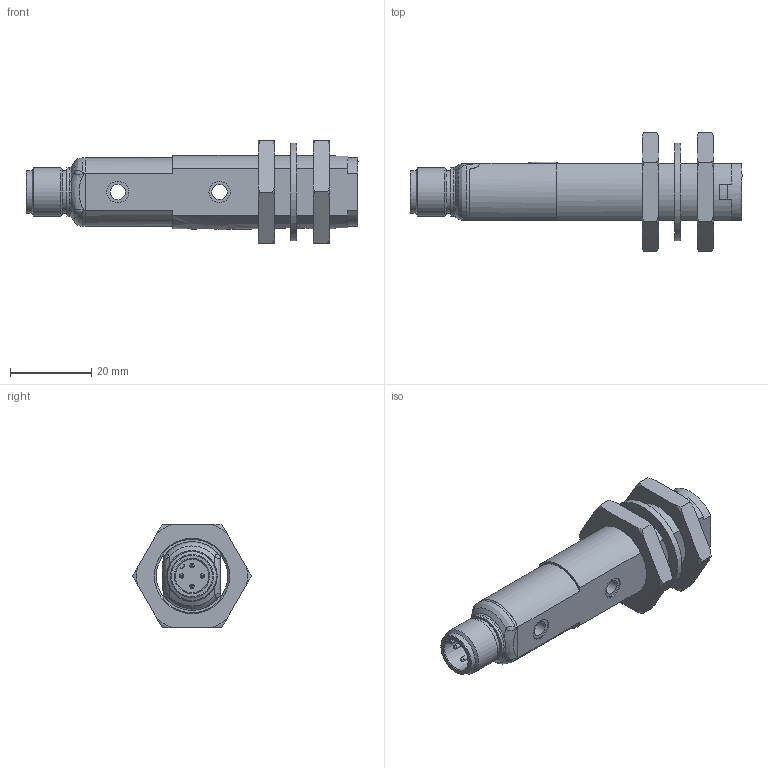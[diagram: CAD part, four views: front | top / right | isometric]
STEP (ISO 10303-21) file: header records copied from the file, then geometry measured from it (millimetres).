
FILE_DESCRIPTION (( 'STEP AP214' ), '1' );
FILE_NAME ('F18I8-BP-0E.STEP', '2023-02-22T16:36:59', ( '' ), ( '' ), 'SwSTEP 2.0', 'SolidWorks 2021', '' );
FILE_SCHEMA (( 'AUTOMOTIVE_DESIGN' ));
Length unit declared in the file: inch
Products named in the file (1): F18I8-BP-0E
Bounding box: 81.55 x 29.28 x 25.36 mm (x, y, z)
Volume: 18341 mm3; surface area: 8397.2 mm2
Topology: 4 solids, 4 shells, 207 faces, 520 edges, 329 vertices
Faces by surface type: plane 87, cylinder 58, bspline 54, cone 8
Full cylindrical faces by diameter (mm): 1.054 x4, 3.4 x1, 3.8 x2, 5.2 x2, 7.2 x1, 7.4 x1, 10.5 x2, 12 x2, 17.5 x2, 18 x1, 24 x1
Entity records: 8935 total; most frequent: CARTESIAN_POINT 4496, ORIENTED_EDGE 928, DIRECTION 792, EDGE_CURVE 464, VERTEX_POINT 316, AXIS2_PLACEMENT_3D 305, EDGE_LOOP 268, FACE_OUTER_BOUND 234
